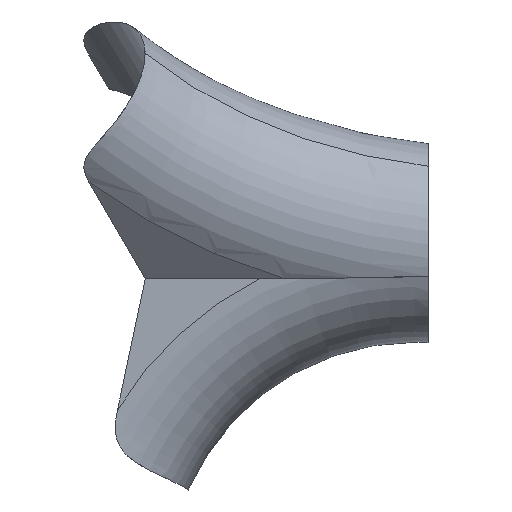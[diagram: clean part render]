
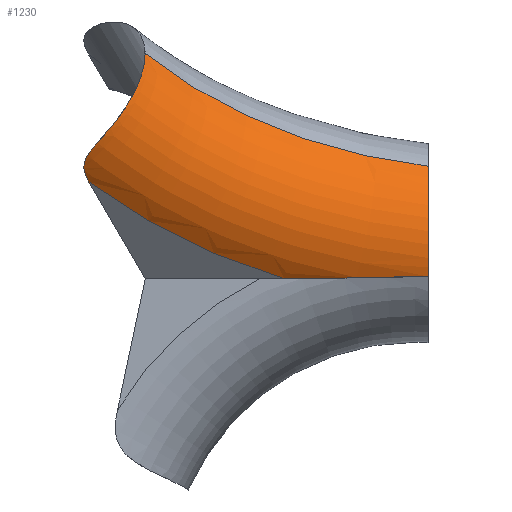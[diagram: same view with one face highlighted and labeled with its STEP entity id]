
A CAD part, left-side view. The second image highlights one B-rep face of the part: STEP entity #1230.
In plain terms, the highlighted toroidal (fillet/blend) face has major radius 60.1 mm and minor radius 10.1 mm.
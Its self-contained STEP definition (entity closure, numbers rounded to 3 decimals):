
#4 = CARTESIAN_POINT ( 'NONE',  ( -10., -4.988, -3.64 ) ) ;
#31 = VERTEX_POINT ( 'NONE', #1040 ) ;
#64 = CARTESIAN_POINT ( 'NONE',  ( -6.492, -19.535, 7.737 ) ) ;
#73 = CARTESIAN_POINT ( 'NONE',  ( -7.936, -19.535, 6.295 ) ) ;
#75 = CARTESIAN_POINT ( 'NONE',  ( -19.638, 15.239, 7.977 ) ) ;
#82 = CARTESIAN_POINT ( 'NONE',  ( -16.929, 9.107, 18.382 ) ) ;
#94 = CARTESIAN_POINT ( 'NONE',  ( -19.823, 15.168, 8.262 ) ) ;
#104 = CARTESIAN_POINT ( 'NONE',  ( -19.648, 10.435, 14.684 ) ) ;
#109 = B_SPLINE_CURVE_WITH_KNOTS ( 'NONE', 3,
 ( #823, #1514, #1145, #1522, #683, #1028, #75, #94, #427, #313, #928, #435, #1286, #231, #1396, #787, #1275, #559, #698, #797, #1049, #663, #1413, #1423, #104, #331, #671, #576, #463, #921, #339, #1149, #82, #321 ),
 .UNSPECIFIED., .F., .F.,
 ( 4, 2, 2, 2, 2, 2, 2, 2, 2, 2, 2, 2, 2, 2, 2, 2, 4 ),
 ( 0., 0.001, 0.002, 0.003, 0.003, 0.004, 0.004, 0.005, 0.006, 0.007, 0.008, 0.01, 0.011, 0.012, 0.013, 0.015, 0.017 ),
 .UNSPECIFIED. ) ;
#114 = AXIS2_PLACEMENT_3D ( 'NONE', #243, #716, #346 ) ;
#130 = CARTESIAN_POINT ( 'NONE',  ( -9.887, -9.839, -3.599 ) ) ;
#181 = CARTESIAN_POINT ( 'NONE',  ( -16.422, 9.089, 18.856 ) ) ;
#231 = CARTESIAN_POINT ( 'NONE',  ( -20.455, 14.326, 9.62 ) ) ;
#239 = CIRCLE ( 'NONE', #632, 60.1 ) ;
#243 = CARTESIAN_POINT ( 'NONE',  ( -38.185, -27.1, 45.663 ) ) ;
#246 = CARTESIAN_POINT ( 'NONE',  ( -45.922, -27.1, 39.171 ) ) ;
#293 = CARTESIAN_POINT ( 'NONE',  ( -10.011, -19.535, 0.088 ) ) ;
#313 = CARTESIAN_POINT ( 'NONE',  ( -20.064, 14.983, 8.682 ) ) ;
#321 = CARTESIAN_POINT ( 'NONE',  ( -16.422, 9.089, 18.856 ) ) ;
#327 = FACE_OUTER_BOUND ( 'NONE', #966, .T. ) ;
#331 = CARTESIAN_POINT ( 'NONE',  ( -19.351, 10.143, 15.232 ) ) ;
#339 = CARTESIAN_POINT ( 'NONE',  ( -18.059, 9.388, 17.107 ) ) ;
#346 = DIRECTION ( 'NONE',  ( 0.643, 0., -0.766 ) ) ;
#411 = EDGE_CURVE ( 'NONE', #1202, #677, #1331, .T. ) ;
#424 = CARTESIAN_POINT ( 'NONE',  ( -9.896, -19.535, -1.445 ) ) ;
#427 = CARTESIAN_POINT ( 'NONE',  ( -19.908, 15.116, 8.402 ) ) ;
#431 = CARTESIAN_POINT ( 'NONE',  ( -9.55, -19.535, 3.112 ) ) ;
#435 = CARTESIAN_POINT ( 'NONE',  ( -20.26, 14.726, 9.092 ) ) ;
#441 = CARTESIAN_POINT ( 'NONE',  ( -9.998, -19.535, 0.597 ) ) ;
#454 = DIRECTION ( 'NONE',  ( -0.643, 0., 0.766 ) ) ;
#457 = ORIENTED_EDGE ( 'NONE', *, *, #411, .F. ) ;
#463 = CARTESIAN_POINT ( 'NONE',  ( -18.66, 9.66, 16.311 ) ) ;
#518 = EDGE_CURVE ( 'NONE', #779, #1202, #109, .T. ) ;
#530 = VERTEX_POINT ( 'NONE', #814 ) ;
#540 = CARTESIAN_POINT ( 'NONE',  ( -8.614, -19.535, 5.204 ) ) ;
#545 = CARTESIAN_POINT ( 'NONE',  ( -9.381, -19.535, -3.414 ) ) ;
#559 = CARTESIAN_POINT ( 'NONE',  ( -20.646, 12.974, 11.172 ) ) ;
#576 = CARTESIAN_POINT ( 'NONE',  ( -18.845, 9.768, 16.043 ) ) ;
#589 = CARTESIAN_POINT ( 'NONE',  ( -9.381, -19.535, -3.414 ) ) ;
#609 = ORIENTED_EDGE ( 'NONE', *, *, #1196, .F. ) ;
#632 = AXIS2_PLACEMENT_3D ( 'NONE', #246, #735, #938 ) ;
#663 = CARTESIAN_POINT ( 'NONE',  ( -20.337, 11.479, 13.039 ) ) ;
#669 = CARTESIAN_POINT ( 'NONE',  ( -9.742, -19.535, 2.369 ) ) ;
#671 = CARTESIAN_POINT ( 'NONE',  ( -19.19, 10.01, 15.504 ) ) ;
#677 = VERTEX_POINT ( 'NONE', #1531 ) ;
#683 = CARTESIAN_POINT ( 'NONE',  ( -19.234, 15.263, 7.411 ) ) ;
#687 = CARTESIAN_POINT ( 'NONE',  ( -38.262, -27.1, 45.598 ) ) ;
#693 = B_SPLINE_CURVE_WITH_KNOTS ( 'NONE', 3,
 ( #589, #1075, #1201, #130, #1326, #4 ),
 .UNSPECIFIED., .F., .F.,
 ( 4, 2, 4 ),
 ( 0., 0.007, 0.015 ),
 .UNSPECIFIED. ) ;
#698 = CARTESIAN_POINT ( 'NONE',  ( -20.633, 12.751, 11.433 ) ) ;
#716 = DIRECTION ( 'NONE',  ( 0.766, 0., 0.643 ) ) ;
#730 = B_SPLINE_CURVE_WITH_KNOTS ( 'NONE', 3,
 ( #64, #795, #73, #540, #1511, #1158, #1277, #1530, #431, #669, #1026, #1147, #1012, #441, #293, #773, #424, #1259, #1392, #545 ),
 .UNSPECIFIED., .F., .F.,
 ( 4, 2, 2, 2, 2, 2, 2, 2, 2, 4 ),
 ( 0., 0.003, 0.004, 0.005, 0.006, 0.007, 0.008, 0.009, 0.011, 0.012 ),
 .UNSPECIFIED. ) ;
#735 = DIRECTION ( 'NONE',  ( 0.766, 0., 0.643 ) ) ;
#773 = CARTESIAN_POINT ( 'NONE',  ( -9.961, -19.535, -0.931 ) ) ;
#777 = CARTESIAN_POINT ( 'NONE',  ( -16.187, 9.07, 19.052 ) ) ;
#779 = VERTEX_POINT ( 'NONE', #1534 ) ;
#782 = TOROIDAL_SURFACE ( 'NONE', #114, 60.1, 10.1 ) ;
#787 = CARTESIAN_POINT ( 'NONE',  ( -20.613, 13.653, 10.398 ) ) ;
#795 = CARTESIAN_POINT ( 'NONE',  ( -7.274, -19.535, 7.067 ) ) ;
#797 = CARTESIAN_POINT ( 'NONE',  ( -20.572, 12.312, 11.962 ) ) ;
#814 = CARTESIAN_POINT ( 'NONE',  ( -10., -4.988, -3.64 ) ) ;
#819 = ORIENTED_EDGE ( 'NONE', *, *, #873, .F. ) ;
#823 = CARTESIAN_POINT ( 'NONE',  ( -18.193, 14.746, 6.124 ) ) ;
#851 = EDGE_CURVE ( 'NONE', #677, #1528, #957, .T. ) ;
#873 = EDGE_CURVE ( 'NONE', #530, #779, #239, .T. ) ;
#899 = ORIENTED_EDGE ( 'NONE', *, *, #851, .F. ) ;
#921 = CARTESIAN_POINT ( 'NONE',  ( -18.268, 9.47, 16.842 ) ) ;
#928 = CARTESIAN_POINT ( 'NONE',  ( -20.135, 14.903, 8.821 ) ) ;
#938 = DIRECTION ( 'NONE',  ( 0.643, 0., -0.766 ) ) ;
#947 = ORIENTED_EDGE ( 'NONE', *, *, #518, .F. ) ;
#957 = CIRCLE ( 'NONE', #1151, 50. ) ;
#966 = EDGE_LOOP ( 'NONE', ( #1140, #609, #899, #457, #947, #819 ) ) ;
#1012 = CARTESIAN_POINT ( 'NONE',  ( -9.922, -19.535, 1.357 ) ) ;
#1026 = CARTESIAN_POINT ( 'NONE',  ( -9.797, -19.535, 2.116 ) ) ;
#1028 = CARTESIAN_POINT ( 'NONE',  ( -19.538, 15.258, 7.832 ) ) ;
#1040 = CARTESIAN_POINT ( 'NONE',  ( -9.381, -19.535, -3.414 ) ) ;
#1049 = CARTESIAN_POINT ( 'NONE',  ( -20.525, 12.096, 12.232 ) ) ;
#1075 = CARTESIAN_POINT ( 'NONE',  ( -9.486, -17.111, -3.453 ) ) ;
#1111 = CARTESIAN_POINT ( 'NONE',  ( -16.07, 9.068, 19.151 ) ) ;
#1140 = ORIENTED_EDGE ( 'NONE', *, *, #1382, .F. ) ;
#1145 = CARTESIAN_POINT ( 'NONE',  ( -18.603, 15.013, 6.617 ) ) ;
#1147 = CARTESIAN_POINT ( 'NONE',  ( -9.887, -19.535, 1.611 ) ) ;
#1149 = CARTESIAN_POINT ( 'NONE',  ( -17.402, 9.185, 17.886 ) ) ;
#1151 = AXIS2_PLACEMENT_3D ( 'NONE', #687, #1164, #454 ) ;
#1158 = CARTESIAN_POINT ( 'NONE',  ( -8.978, -19.535, 4.526 ) ) ;
#1164 = DIRECTION ( 'NONE',  ( -0.766, 0., -0.643 ) ) ;
#1196 = EDGE_CURVE ( 'NONE', #1528, #31, #730, .T. ) ;
#1201 = CARTESIAN_POINT ( 'NONE',  ( -9.631, -14.687, -3.505 ) ) ;
#1202 = VERTEX_POINT ( 'NONE', #181 ) ;
#1230 = ADVANCED_FACE ( 'NONE', ( #327 ), #782, .T. ) ;
#1259 = CARTESIAN_POINT ( 'NONE',  ( -9.693, -19.535, -2.447 ) ) ;
#1261 = CARTESIAN_POINT ( 'NONE',  ( -16.422, 9.089, 18.856 ) ) ;
#1275 = CARTESIAN_POINT ( 'NONE',  ( -20.636, 13.426, 10.654 ) ) ;
#1277 = CARTESIAN_POINT ( 'NONE',  ( -9.087, -19.535, 4.296 ) ) ;
#1286 = CARTESIAN_POINT ( 'NONE',  ( -20.314, 14.63, 9.225 ) ) ;
#1326 = CARTESIAN_POINT ( 'NONE',  ( -10., -7.415, -3.64 ) ) ;
#1331 = B_SPLINE_CURVE_WITH_KNOTS ( 'NONE', 3,
 ( #1261, #1508, #777, #1111 ),
 .UNSPECIFIED., .F., .F.,
 ( 4, 4 ),
 ( 0., 0. ),
 .UNSPECIFIED. ) ;
#1382 = EDGE_CURVE ( 'NONE', #31, #530, #693, .T. ) ;
#1392 = CARTESIAN_POINT ( 'NONE',  ( -9.555, -19.535, -2.936 ) ) ;
#1396 = CARTESIAN_POINT ( 'NONE',  ( -20.522, 14.103, 9.881 ) ) ;
#1413 = CARTESIAN_POINT ( 'NONE',  ( -20.151, 11.101, 13.581 ) ) ;
#1423 = CARTESIAN_POINT ( 'NONE',  ( -19.785, 10.594, 14.406 ) ) ;
#1508 = CARTESIAN_POINT ( 'NONE',  ( -16.305, 9.077, 18.954 ) ) ;
#1511 = CARTESIAN_POINT ( 'NONE',  ( -8.742, -19.535, 4.98 ) ) ;
#1514 = CARTESIAN_POINT ( 'NONE',  ( -18.397, 14.888, 6.368 ) ) ;
#1515 = CARTESIAN_POINT ( 'NONE',  ( -6.492, -19.535, 7.737 ) ) ;
#1522 = CARTESIAN_POINT ( 'NONE',  ( -19.02, 15.202, 7.137 ) ) ;
#1528 = VERTEX_POINT ( 'NONE', #1515 ) ;
#1530 = CARTESIAN_POINT ( 'NONE',  ( -9.387, -19.535, 3.594 ) ) ;
#1531 = CARTESIAN_POINT ( 'NONE',  ( -16.07, 9.068, 19.151 ) ) ;
#1534 = CARTESIAN_POINT ( 'NONE',  ( -18.193, 14.746, 6.124 ) ) ;
